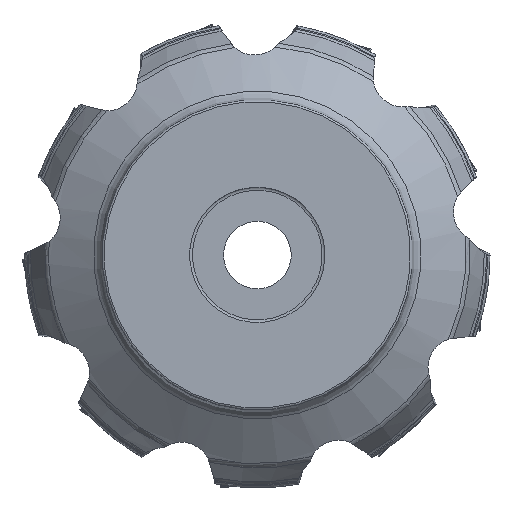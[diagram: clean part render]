
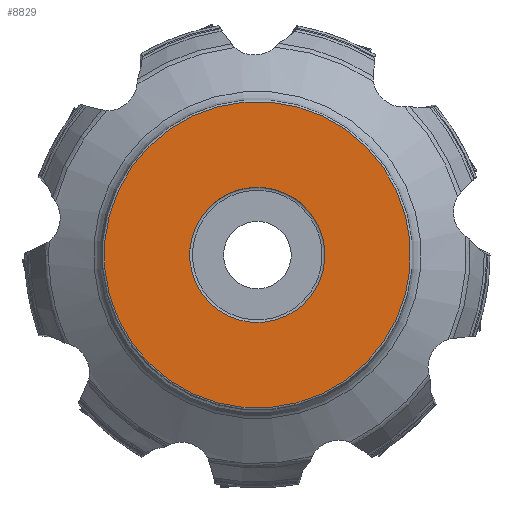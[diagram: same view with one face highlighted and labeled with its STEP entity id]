
A CAD part, top view. The second image highlights one B-rep face of the part: STEP entity #8829.
In plain terms, the highlighted planar face has unit normal (0, 0, 1).
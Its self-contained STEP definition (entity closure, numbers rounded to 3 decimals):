
#2933=FACE_BOUND('',#17416,.T.);
#2934=FACE_BOUND('',#17417,.T.);
#8829=ADVANCED_FACE('CU_BACK_F001',(#2933,#2934),#9633,.F.);
#9633=PLANE('',#70329);
#17416=EDGE_LOOP('',(#41846));
#17417=EDGE_LOOP('',(#41847));
#20519=CIRCLE('',#64468,13.505);
#23071=CIRCLE('',#70327,30.6);
#41846=ORIENTED_EDGE('',*,*,#49765,.F.);
#41847=ORIENTED_EDGE('',*,*,#57458,.T.);
#43438=VERTEX_POINT('',#97559);
#47946=VERTEX_POINT('',#144964);
#49765=EDGE_CURVE('',#43438,#43438,#20519,.T.);
#57458=EDGE_CURVE('',#47946,#47946,#23071,.T.);
#64468=AXIS2_PLACEMENT_3D('',#97558,#72970,#72971);
#70327=AXIS2_PLACEMENT_3D('',#144963,#87116,#87117);
#70329=AXIS2_PLACEMENT_3D('',#144966,#87120,#87121);
#72970=DIRECTION('',(0.,0.,1.));
#72971=DIRECTION('',(0.966,0.259,0.));
#87116=DIRECTION('',(0.,0.,1.));
#87117=DIRECTION('',(0.966,0.259,0.));
#87120=DIRECTION('',(0.,0.,-1.));
#87121=DIRECTION('',(-0.966,-0.259,0.));
#97558=CARTESIAN_POINT('',(0.,0.,
0.));
#97559=CARTESIAN_POINT('',(13.045,3.495,0.));
#144963=CARTESIAN_POINT('',(0.,0.,
0.));
#144964=CARTESIAN_POINT('',(29.557,7.92,0.));
#144966=CARTESIAN_POINT('',(-30.,0.,0.));
